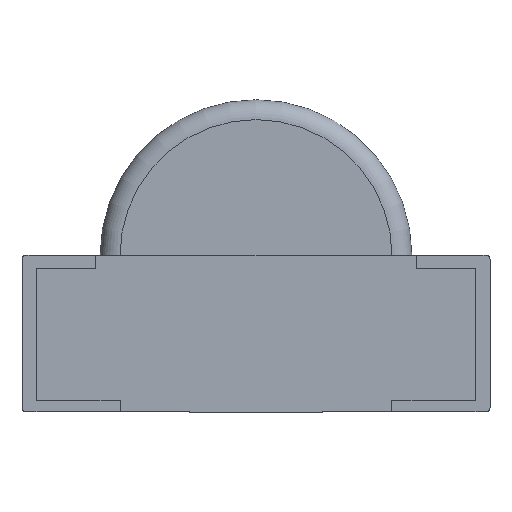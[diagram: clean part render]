
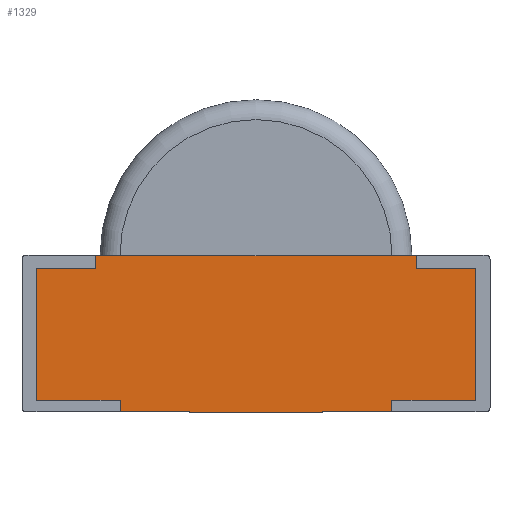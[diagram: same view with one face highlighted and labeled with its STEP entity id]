
A CAD part, front view. The second image highlights one B-rep face of the part: STEP entity #1329.
In plain terms, the highlighted planar face has unit normal (0, -1, 0).
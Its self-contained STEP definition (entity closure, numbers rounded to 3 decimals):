
#32=LINE('',#1736,#152);
#37=LINE('',#1748,#157);
#44=LINE('',#1768,#164);
#51=LINE('',#1790,#171);
#52=LINE('',#1792,#172);
#53=LINE('',#1794,#173);
#54=LINE('',#1796,#174);
#55=LINE('',#1798,#175);
#56=LINE('',#1799,#176);
#57=LINE('',#1801,#177);
#58=LINE('',#1803,#178);
#59=LINE('',#1804,#179);
#60=LINE('',#1806,#180);
#61=LINE('',#1808,#181);
#62=LINE('',#1810,#182);
#63=LINE('',#1812,#183);
#152=VECTOR('',#1464,1000.);
#157=VECTOR('',#1473,1000.);
#164=VECTOR('',#1486,1000.);
#171=VECTOR('',#1503,1000.);
#172=VECTOR('',#1504,1000.);
#173=VECTOR('',#1505,1000.);
#174=VECTOR('',#1506,1000.);
#175=VECTOR('',#1507,1000.);
#176=VECTOR('',#1508,1000.);
#177=VECTOR('',#1509,1000.);
#178=VECTOR('',#1510,1000.);
#179=VECTOR('',#1511,1000.);
#180=VECTOR('',#1512,1000.);
#181=VECTOR('',#1513,1000.);
#182=VECTOR('',#1514,1000.);
#183=VECTOR('',#1515,1000.);
#299=ORIENTED_EDGE('',*,*,#576,.F.);
#300=ORIENTED_EDGE('',*,*,#587,.T.);
#301=ORIENTED_EDGE('',*,*,#588,.T.);
#302=ORIENTED_EDGE('',*,*,#589,.T.);
#303=ORIENTED_EDGE('',*,*,#590,.T.);
#304=ORIENTED_EDGE('',*,*,#591,.T.);
#305=ORIENTED_EDGE('',*,*,#561,.T.);
#306=ORIENTED_EDGE('',*,*,#592,.F.);
#307=ORIENTED_EDGE('',*,*,#593,.T.);
#308=ORIENTED_EDGE('',*,*,#594,.T.);
#309=ORIENTED_EDGE('',*,*,#567,.T.);
#310=ORIENTED_EDGE('',*,*,#595,.F.);
#311=ORIENTED_EDGE('',*,*,#596,.F.);
#312=ORIENTED_EDGE('',*,*,#597,.F.);
#313=ORIENTED_EDGE('',*,*,#598,.F.);
#314=ORIENTED_EDGE('',*,*,#599,.F.);
#561=EDGE_CURVE('',#706,#705,#32,.T.);
#567=EDGE_CURVE('',#711,#712,#37,.T.);
#576=EDGE_CURVE('',#719,#721,#44,.T.);
#587=EDGE_CURVE('',#719,#731,#51,.T.);
#588=EDGE_CURVE('',#731,#732,#52,.T.);
#589=EDGE_CURVE('',#732,#733,#53,.T.);
#590=EDGE_CURVE('',#733,#734,#54,.T.);
#591=EDGE_CURVE('',#734,#706,#55,.T.);
#592=EDGE_CURVE('',#735,#705,#56,.T.);
#593=EDGE_CURVE('',#735,#736,#57,.T.);
#594=EDGE_CURVE('',#736,#711,#58,.T.);
#595=EDGE_CURVE('',#737,#712,#59,.T.);
#596=EDGE_CURVE('',#738,#737,#60,.T.);
#597=EDGE_CURVE('',#739,#738,#61,.T.);
#598=EDGE_CURVE('',#740,#739,#62,.T.);
#599=EDGE_CURVE('',#721,#740,#63,.T.);
#705=VERTEX_POINT('',#1735);
#706=VERTEX_POINT('',#1737);
#711=VERTEX_POINT('',#1749);
#712=VERTEX_POINT('',#1750);
#719=VERTEX_POINT('',#1766);
#721=VERTEX_POINT('',#1769);
#731=VERTEX_POINT('',#1791);
#732=VERTEX_POINT('',#1793);
#733=VERTEX_POINT('',#1795);
#734=VERTEX_POINT('',#1797);
#735=VERTEX_POINT('',#1800);
#736=VERTEX_POINT('',#1802);
#737=VERTEX_POINT('',#1805);
#738=VERTEX_POINT('',#1807);
#739=VERTEX_POINT('',#1809);
#740=VERTEX_POINT('',#1811);
#827=EDGE_LOOP('',(#299,#300,#301,#302,#303,#304,#305,#306,#307,#308,#309,
#310,#311,#312,#313,#314));
#879=FACE_BOUND('',#827,.T.);
#930=PLANE('',#1393);
#1329=ADVANCED_FACE('',(#879),#930,.F.);
#1393=AXIS2_PLACEMENT_3D('',#1789,#1501,#1502);
#1464=DIRECTION('',(1.,0.,0.));
#1473=DIRECTION('',(1.,0.,0.));
#1486=DIRECTION('',(1.,0.,0.));
#1501=DIRECTION('',(0.,1.,0.));
#1502=DIRECTION('',(0.,0.,1.));
#1503=DIRECTION('',(0.,0.,-1.));
#1504=DIRECTION('',(-1.,0.,0.));
#1505=DIRECTION('',(0.,0.,-1.));
#1506=DIRECTION('',(1.,0.,0.));
#1507=DIRECTION('',(0.,0.,-1.));
#1508=DIRECTION('',(0.,0.,1.));
#1509=DIRECTION('',(1.,0.,0.));
#1510=DIRECTION('',(0.,0.,1.));
#1511=DIRECTION('',(0.,0.,-1.));
#1512=DIRECTION('',(-1.,0.,0.));
#1513=DIRECTION('',(0.,0.,-1.));
#1514=DIRECTION('',(1.,0.,0.));
#1515=DIRECTION('',(0.,0.,-1.));
#1735=CARTESIAN_POINT('',(-0.428,-0.5,0.));
#1736=CARTESIAN_POINT('',(-1.5,-0.5,0.));
#1737=CARTESIAN_POINT('',(-0.871,-0.5,0.));
#1748=CARTESIAN_POINT('',(-1.5,-0.5,0.));
#1749=CARTESIAN_POINT('',(0.428,-0.5,0.));
#1750=CARTESIAN_POINT('',(0.871,-0.5,0.));
#1766=CARTESIAN_POINT('',(-1.029,-0.5,1.));
#1768=CARTESIAN_POINT('',(-1.5,-0.5,1.));
#1769=CARTESIAN_POINT('',(1.029,-0.5,1.));
#1789=CARTESIAN_POINT('',(-1.5,-0.5,1.));
#1790=CARTESIAN_POINT('',(-1.029,-0.5,1.));
#1791=CARTESIAN_POINT('',(-1.029,-0.5,0.919));
#1792=CARTESIAN_POINT('',(-1.5,-0.5,0.919));
#1793=CARTESIAN_POINT('',(-1.409,-0.5,0.919));
#1794=CARTESIAN_POINT('',(-1.409,-0.5,1.));
#1795=CARTESIAN_POINT('',(-1.409,-0.5,0.071));
#1796=CARTESIAN_POINT('',(-1.5,-0.5,0.071));
#1797=CARTESIAN_POINT('',(-0.871,-0.5,0.071));
#1798=CARTESIAN_POINT('',(-0.871,-0.5,1.));
#1799=CARTESIAN_POINT('',(-0.428,-0.5,-0.005));
#1800=CARTESIAN_POINT('',(-0.428,-0.5,-0.005));
#1801=CARTESIAN_POINT('',(-0.428,-0.5,-0.005));
#1802=CARTESIAN_POINT('',(0.428,-0.5,-0.005));
#1803=CARTESIAN_POINT('',(0.428,-0.5,-0.005));
#1804=CARTESIAN_POINT('',(0.871,-0.5,1.));
#1805=CARTESIAN_POINT('',(0.871,-0.5,0.071));
#1806=CARTESIAN_POINT('',(-1.5,-0.5,0.071));
#1807=CARTESIAN_POINT('',(1.409,-0.5,0.071));
#1808=CARTESIAN_POINT('',(1.409,-0.5,1.));
#1809=CARTESIAN_POINT('',(1.409,-0.5,0.919));
#1810=CARTESIAN_POINT('',(-1.5,-0.5,0.919));
#1811=CARTESIAN_POINT('',(1.029,-0.5,0.919));
#1812=CARTESIAN_POINT('',(1.029,-0.5,1.));
